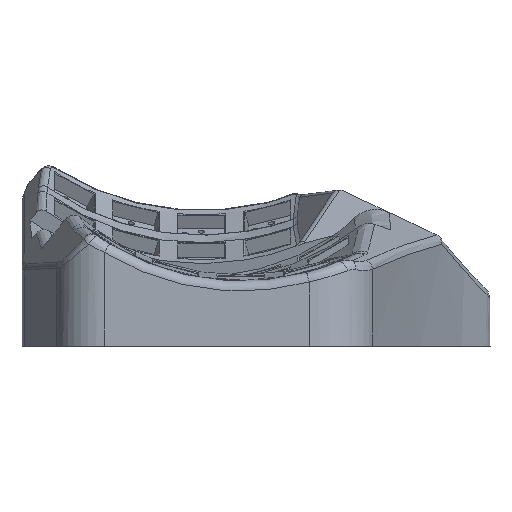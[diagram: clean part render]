
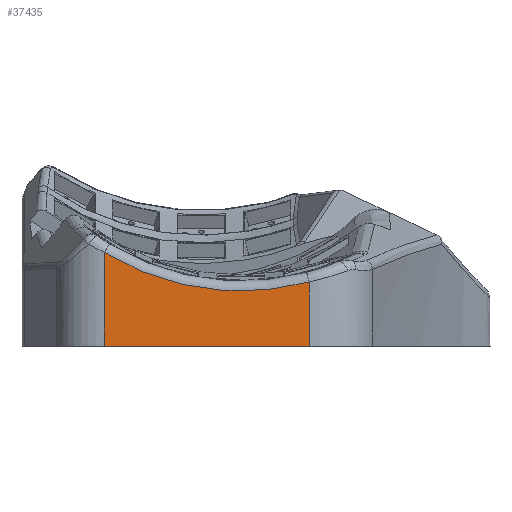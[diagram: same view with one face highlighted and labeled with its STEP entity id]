
A CAD part, left-side view. The second image highlights one B-rep face of the part: STEP entity #37435.
In plain terms, the highlighted planar face has unit normal (-1, 0, 0).
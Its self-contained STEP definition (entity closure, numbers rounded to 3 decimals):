
#972=CIRCLE('',#39716,79.064);
#2878=ORIENTED_EDGE('',*,*,#13568,.T.);
#2879=ORIENTED_EDGE('',*,*,#13567,.T.);
#2880=ORIENTED_EDGE('',*,*,#13566,.T.);
#2881=ORIENTED_EDGE('',*,*,#13513,.F.);
#13513=EDGE_CURVE('',#18889,#18890,#22283,.T.);
#13566=EDGE_CURVE('',#18810,#18890,#22312,.T.);
#13567=EDGE_CURVE('',#18803,#18810,#972,.F.);
#13568=EDGE_CURVE('',#18889,#18803,#22313,.T.);
#18803=VERTEX_POINT('',#54874);
#18810=VERTEX_POINT('',#54952);
#18889=VERTEX_POINT('',#55735);
#18890=VERTEX_POINT('',#55737);
#22283=LINE('',#55736,#26613);
#22312=LINE('',#56058,#26642);
#22313=LINE('',#56063,#26643);
#26613=VECTOR('',#43444,1000.);
#26642=VECTOR('',#43531,1000.);
#26643=VECTOR('',#43540,1000.);
#30787=EDGE_LOOP('',(#2878,#2879,#2880,#2881));
#33349=FACE_BOUND('',#30787,.T.);
#35752=PLANE('',#39718);
#37435=ADVANCED_FACE('',(#33349),#35752,.T.);
#39716=AXIS2_PLACEMENT_3D('',#56061,#43536,#43537);
#39718=AXIS2_PLACEMENT_3D('',#56064,#43541,#43542);
#43444=DIRECTION('',(0.,1.,0.));
#43531=DIRECTION('',(0.,0.,-1.));
#43536=DIRECTION('',(-1.,0.,0.));
#43537=DIRECTION('',(0.,-1.,0.));
#43540=DIRECTION('',(0.,0.,1.));
#43541=DIRECTION('',(-1.,0.,0.));
#43542=DIRECTION('',(0.,-1.,0.));
#54874=CARTESIAN_POINT('',(-78.821,-32.741,19.474));
#54952=CARTESIAN_POINT('',(-78.821,29.459,28.447));
#55735=CARTESIAN_POINT('',(-78.821,-32.741,0.));
#55736=CARTESIAN_POINT('',(-78.821,-47.917,0.));
#55737=CARTESIAN_POINT('',(-78.821,29.459,0.));
#56058=CARTESIAN_POINT('',(-78.821,29.459,68.));
#56061=CARTESIAN_POINT('',(-78.821,-12.,95.77));
#56063=CARTESIAN_POINT('',(-78.821,-32.741,23.333));
#56064=CARTESIAN_POINT('',(-78.821,-47.917,68.));
